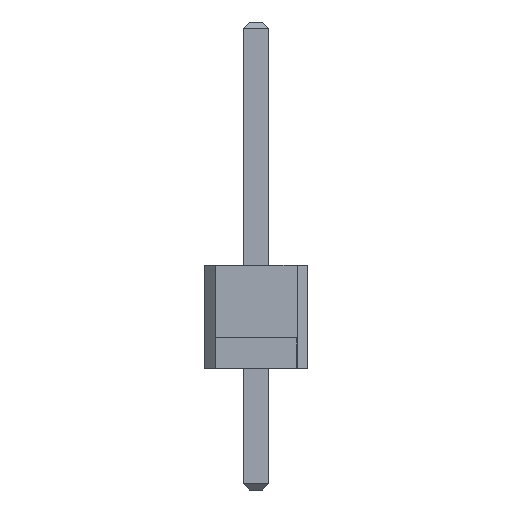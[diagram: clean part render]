
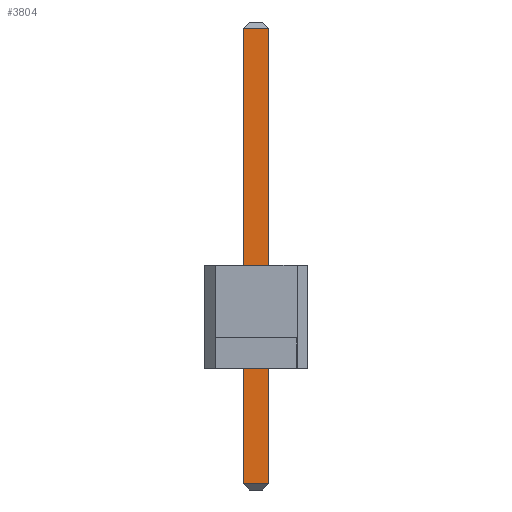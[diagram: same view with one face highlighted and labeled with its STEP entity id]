
A CAD part, front view. The second image highlights one B-rep face of the part: STEP entity #3804.
In plain terms, the highlighted planar face has unit normal (0, -1, 0).
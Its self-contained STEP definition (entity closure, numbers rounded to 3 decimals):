
#94=FACE_OUTER_BOUND('',#328,.T.);
#328=EDGE_LOOP('',(#2625,#2626,#2627,#2628));
#601=LINE('',#5376,#1133);
#608=LINE('',#5389,#1140);
#617=LINE('',#5407,#1149);
#620=LINE('',#5412,#1152);
#1133=VECTOR('',#4363,10.);
#1140=VECTOR('',#4376,10.);
#1149=VECTOR('',#4393,10.);
#1152=VECTOR('',#4400,10.);
#1642=VERTEX_POINT('',#5359);
#1647=VERTEX_POINT('',#5370);
#1651=VERTEX_POINT('',#5388);
#1656=VERTEX_POINT('',#5402);
#2001=EDGE_CURVE('',#1642,#1647,#601,.T.);
#2008=EDGE_CURVE('',#1651,#1647,#608,.T.);
#2017=EDGE_CURVE('',#1651,#1656,#617,.T.);
#2020=EDGE_CURVE('',#1642,#1656,#620,.T.);
#2625=ORIENTED_EDGE('',*,*,#2001,.F.);
#2626=ORIENTED_EDGE('',*,*,#2020,.T.);
#2627=ORIENTED_EDGE('',*,*,#2017,.F.);
#2628=ORIENTED_EDGE('',*,*,#2008,.T.);
#3573=PLANE('',#4062);
#3804=ADVANCED_FACE('',(#94),#3573,.T.);
#4062=AXIS2_PLACEMENT_3D('',#5414,#4403,#4404);
#4363=DIRECTION('',(-1.,0.,0.));
#4376=DIRECTION('',(0.,0.,-1.));
#4393=DIRECTION('',(1.,0.,0.));
#4400=DIRECTION('',(0.,0.,1.));
#4403=DIRECTION('center_axis',(0.,-1.,0.));
#4404=DIRECTION('ref_axis',(0.,0.,-1.));
#5359=CARTESIAN_POINT('',(0.32,-7.94,-2.85));
#5370=CARTESIAN_POINT('',(-0.32,-7.94,-2.85));
#5376=CARTESIAN_POINT('',(0.16,-7.94,-2.85));
#5388=CARTESIAN_POINT('',(-0.32,-7.94,8.39));
#5389=CARTESIAN_POINT('',(-0.32,-7.94,-3.));
#5402=CARTESIAN_POINT('',(0.32,-7.94,8.39));
#5407=CARTESIAN_POINT('',(-0.16,-7.94,8.39));
#5412=CARTESIAN_POINT('',(0.32,-7.94,8.54));
#5414=CARTESIAN_POINT('Origin',(0.,-7.94,2.77));
